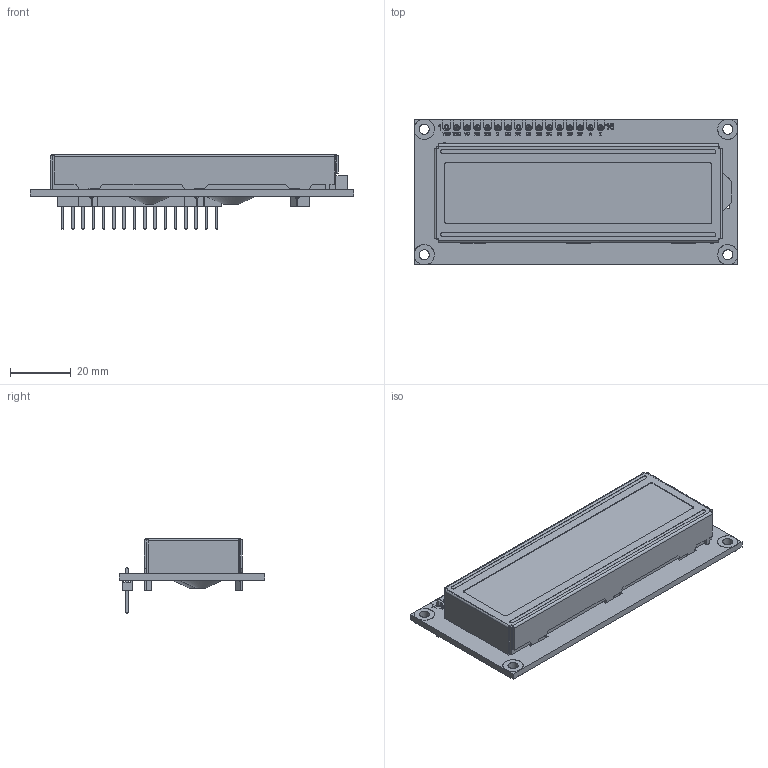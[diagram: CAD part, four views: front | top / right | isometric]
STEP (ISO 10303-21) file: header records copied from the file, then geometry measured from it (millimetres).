
FILE_DESCRIPTION(('FreeCAD Model'),'2;1');
FILE_NAME('Open CASCADE Shape Model','2025-04-30T07:07:10',('FreeCAD'),( 'FreeCAD'),'Open CASCADE STEP processor 7.6','FreeCAD','Unknown');
FILE_SCHEMA(('AUTOMOTIVE_DESIGN { 1 0 10303 214 1 1 1 1 }'));
Products named in the file (1): Open CASCADE STEP translator 7.6 1
Bounding box: 106.48 x 47.91 x 24.4 mm (x, y, z)
Volume: 45918.9 mm3; surface area: 30304 mm2
Topology: 72 solids, 72 shells, 1584 faces, 4066 edges, 2676 vertices
Faces by surface type: bspline 1584
Entity records: 50685 total; most frequent: CARTESIAN_POINT 25332, ORIENTED_EDGE 8130, EDGE_CURVE 4065, B_SPLINE_CURVE_WITH_KNOTS 3765, VERTEX_POINT 2676, FACE_BOUND 1765, EDGE_LOOP 1765, ADVANCED_FACE 1584
